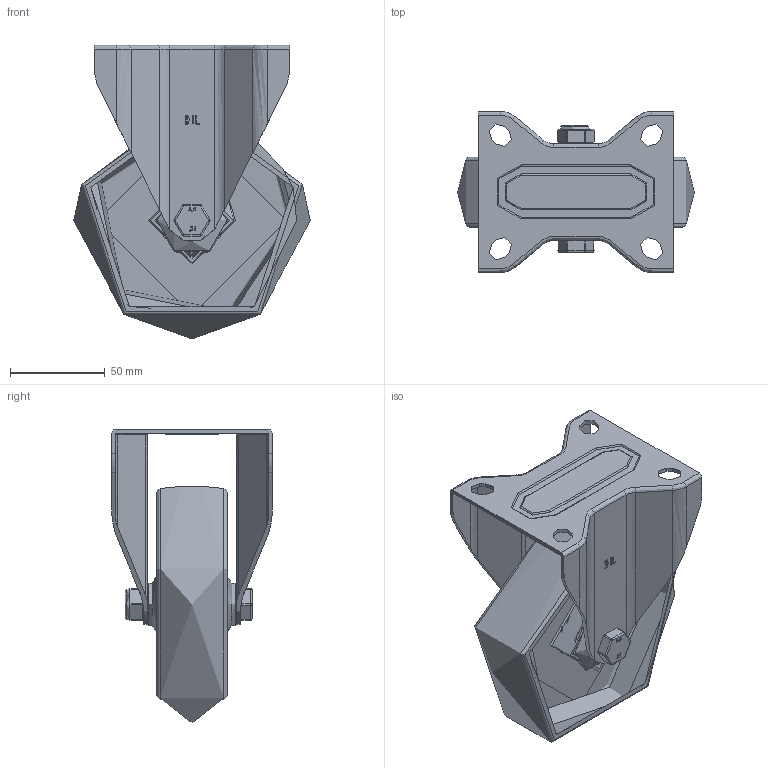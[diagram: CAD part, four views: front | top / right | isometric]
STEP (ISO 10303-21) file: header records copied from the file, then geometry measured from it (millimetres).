
FILE_DESCRIPTION(/* description */ (''),/* implementation_level */ '2;1');
FILE_NAME(/* name */ 'BZMMF125NYBJ.step',/* time_stamp */ '2024-05-29T16:34:28+01:00',/* author */ (''),/* organization */ (''),/* preprocessor_version */ 'ST-DEVELOPER v20',/* originating_system */ 'Autodesk Translation Framework v13.14.0.145',/* authorisation */ '');
FILE_SCHEMA (('AUTOMOTIVE_DESIGN { 1 0 10303 214 3 1 1 }'));
Length unit declared in the file: millimetre
Products named in the file (23): BZMMF125NYBJ; BZMMF125AS - 47 v2; ZINC PLATED, PRESSED STEEL BRACKET; BZMH125WNYBJM10 v1; BZMM125WNYBJ; NYLON WHEEL; BEARING 6202; METAL; METAL2; Pattern; Component1; MIDDLE; RUBBER; RUBBER2; HUBCAPM10X47; HUBCAPM10X47 (1); NYLON WHEEL HUB CAP; HEXBOLTM10X60Z8.8 v2; GRADE 8.8 ZINC PLATED BOLT; NYLOCM10Z v1; NYLOC NUT; RUBBER (1); NUT
Assembly tree (30 placements, depth 6):
  BZMMF125NYBJ
    BZMMF125AS - 47 v2
      ZINC PLATED, PRESSED STEEL BRACKET
    BZMH125WNYBJM10 v1
      BZMM125WNYBJ
        NYLON WHEEL
        BEARING 6202
          METAL
          METAL2
          Pattern
            Component1  x8
          MIDDLE
          RUBBER
          RUBBER2
      HUBCAPM10X47
        NYLON WHEEL HUB CAP
      HUBCAPM10X47 (1)
        NYLON WHEEL HUB CAP
    HEXBOLTM10X60Z8.8 v2
      GRADE 8.8 ZINC PLATED BOLT
    NYLOCM10Z v1
      NYLOC NUT
        RUBBER (1)
        NUT
Bounding box: 125 x 85 x 155 mm (x, y, z)
Volume: 257652.3 mm3; surface area: 122339.6 mm2
Topology: 20 solids, 20 shells, 773 faces, 1898 edges, 1231 vertices
Faces by surface type: plane 282, cylinder 201, bspline 195, torus 45, sphere 42, cone 8
Full cylindrical faces by diameter (mm): 8.141 x19, 9.85 x20, 10 x3, 10.2 x4, 12 x2, 14.9 x2, 15 x1, 15.5 x1, 16 x1, 18 x1, 19 x2, 20 x4, 22.5 x4, 23 x2, 25 x2, 28 x2, 30 x4, 30.5 x2, 31 x4, 32 x3, 35 x2, 36 x2, 38 x2, 40 x2, 44 x2
Entity records: 30248 total; most frequent: CARTESIAN_POINT 13149, ORIENTED_EDGE 3620, DIRECTION 2989, EDGE_CURVE 1810, VERTEX_POINT 1186, AXIS2_PLACEMENT_3D 1089, EDGE_LOOP 884, LINE 811
